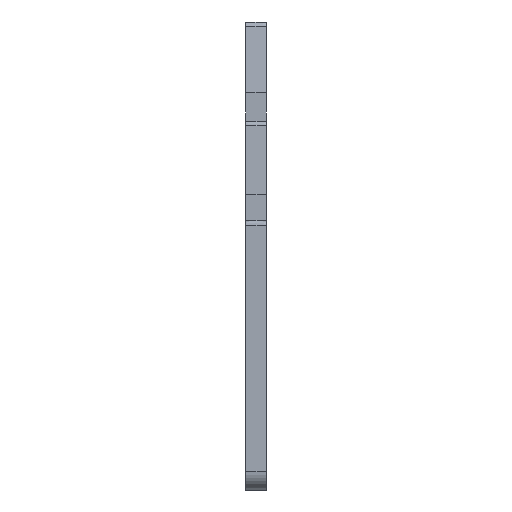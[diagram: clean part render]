
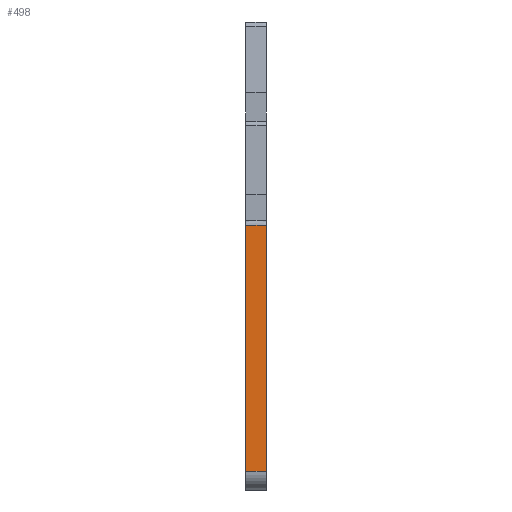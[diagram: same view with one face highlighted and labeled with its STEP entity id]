
A CAD part, left-side view. The second image highlights one B-rep face of the part: STEP entity #498.
In plain terms, the highlighted free-form (B-spline) face has degree [1, 1] with [2, 2] control points.
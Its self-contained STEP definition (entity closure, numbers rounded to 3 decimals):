
#385=CARTESIAN_POINT('',(-26.004,-2.2,34.75));
#386=VERTEX_POINT('',#385);
#393=CARTESIAN_POINT('',(-26.004,-2.2,8.465));
#394=VERTEX_POINT('',#393);
#395=CARTESIAN_POINT('',(-26.004,-2.2,34.75));
#396=CARTESIAN_POINT('',(-26.004,-2.2,8.465));
#397=B_SPLINE_CURVE_WITH_KNOTS('',1,(#395,#396),.POLYLINE_FORM.,.F.,.U.,(2,2),(0.,1.),.UNSPECIFIED.);
#398=EDGE_CURVE('',#386,#394,#397,.T.);
#459=CARTESIAN_POINT('',(-26.004,0.,8.465));
#460=VERTEX_POINT('',#459);
#461=CARTESIAN_POINT('',(-26.004,-2.2,8.465));
#462=CARTESIAN_POINT('',(-26.004,0.,8.465));
#463=B_SPLINE_CURVE_WITH_KNOTS('',1,(#461,#462),.POLYLINE_FORM.,.F.,.U.,(2,2),(0.,1.),.UNSPECIFIED.);
#464=EDGE_CURVE('',#394,#460,#463,.T.);
#477=CARTESIAN_POINT('',(-26.004,-29.874,-6.02));
#478=CARTESIAN_POINT('',(-26.004,35.074,-6.02));
#479=CARTESIAN_POINT('',(-26.004,-29.874,58.928));
#480=CARTESIAN_POINT('',(-26.004,35.074,58.928));
#481=B_SPLINE_SURFACE_WITH_KNOTS('',1,1,((#477,#478),(#479,#480)),.PLANE_SURF.,.F.,.F.,.U.,(2,2),(2,2),(0.,1.),(0.,1.),.UNSPECIFIED.);
#482=ORIENTED_EDGE('',*,*,#464,.F.);
#483=ORIENTED_EDGE('',*,*,#398,.F.);
#484=CARTESIAN_POINT('',(-26.004,0.,34.75));
#485=VERTEX_POINT('',#484);
#486=CARTESIAN_POINT('',(-26.004,-2.2,34.75));
#487=CARTESIAN_POINT('',(-26.004,0.,34.75));
#488=B_SPLINE_CURVE_WITH_KNOTS('',1,(#486,#487),.POLYLINE_FORM.,.F.,.U.,(2,2),(0.,1.),.UNSPECIFIED.);
#489=EDGE_CURVE('',#386,#485,#488,.T.);
#490=ORIENTED_EDGE('',*,*,#489,.T.);
#491=CARTESIAN_POINT('',(-26.004,0.,34.75));
#492=CARTESIAN_POINT('',(-26.004,0.,8.465));
#493=B_SPLINE_CURVE_WITH_KNOTS('',1,(#491,#492),.POLYLINE_FORM.,.F.,.U.,(2,2),(0.,1.),.UNSPECIFIED.);
#494=EDGE_CURVE('',#485,#460,#493,.T.);
#495=ORIENTED_EDGE('',*,*,#494,.T.);
#496=EDGE_LOOP('',(#482,#483,#490,#495));
#497=FACE_OUTER_BOUND('',#496,.T.);
#498=ADVANCED_FACE('',(#497),#481,.T.);
